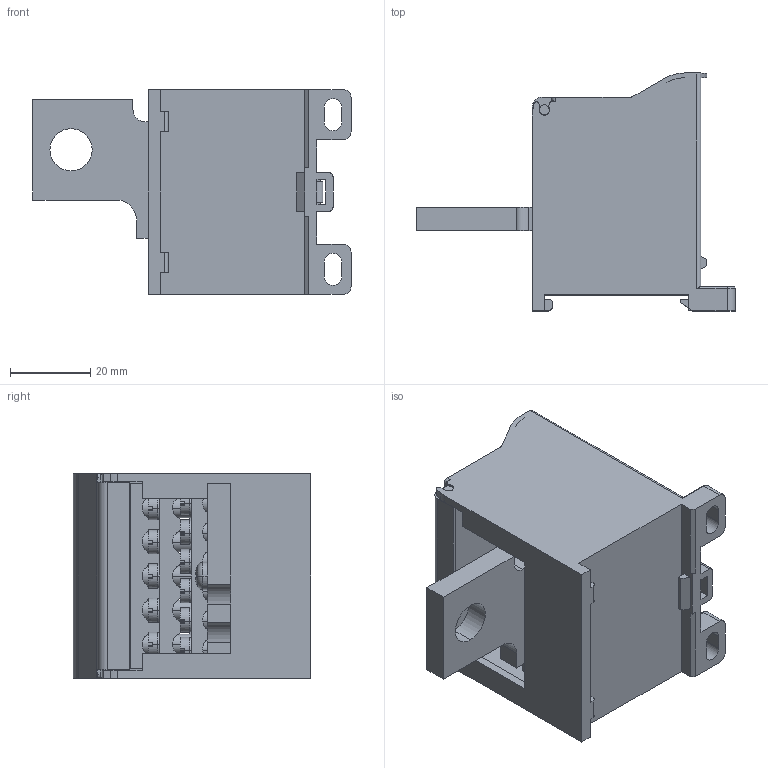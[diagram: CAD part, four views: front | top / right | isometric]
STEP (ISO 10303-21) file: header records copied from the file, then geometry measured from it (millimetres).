
FILE_DESCRIPTION((''),'2;1');
FILE_NAME('5YB576376_ASM','2023-12-02T',('dell'),(''),'PRO/ENGINEER BY PARAMETRIC TECHNOLOGY CORPORATION, 2013230','PRO/ENGINEER BY PARAMETRIC TECHNOLOGY CORPORATION, 2013230','');
FILE_SCHEMA(('AUTOMOTIVE_DESIGN { 1 0 10303 214 1 1 1 1 }'));
Length unit declared in the file: millimetre
Products named in the file (1): 5YB576376_ASM
Bounding box: 79.2 x 59.2 x 51 mm (x, y, z)
Volume: 71199.6 mm3; surface area: 36823.2 mm2
Topology: 1 solids, 4 shells, 928 faces, 2781 edges, 1787 vertices
Faces by surface type: plane 399, cylinder 333, cone 116, torus 44, sphere 34, bspline 2
Entity records: 39221 total; most frequent: CARTESIAN_POINT 8665, ORIENTED_EDGE 5474, DIRECTION 5206, EDGE_CURVE 2737, AXIS2_PLACEMENT_3D 1898, VERTEX_POINT 1787, VECTOR 1410, LINE 1410
